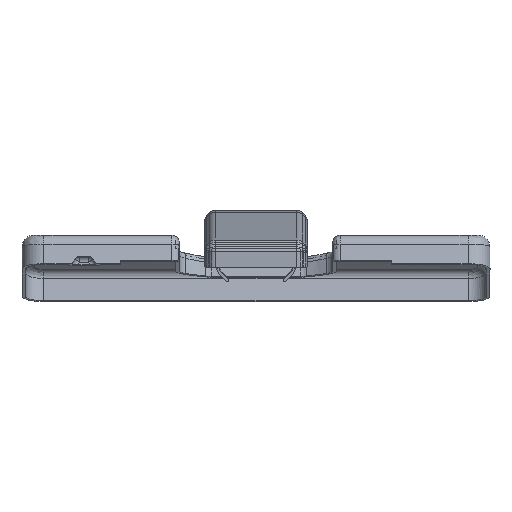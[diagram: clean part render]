
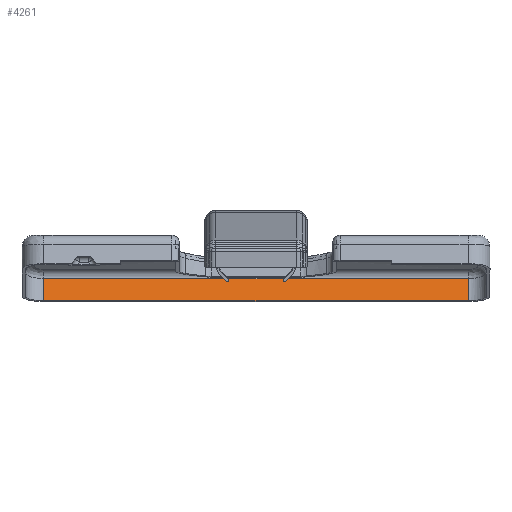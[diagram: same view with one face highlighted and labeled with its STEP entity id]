
A CAD part, top view. The second image highlights one B-rep face of the part: STEP entity #4261.
In plain terms, the highlighted face is planar.
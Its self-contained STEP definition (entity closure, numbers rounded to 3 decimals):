
#313=LINE('',#6834,#664);
#341=LINE('',#7368,#692);
#342=LINE('',#7387,#693);
#343=LINE('',#7388,#694);
#664=VECTOR('',#5253,1000.);
#692=VECTOR('',#5375,1000.);
#693=VECTOR('',#5378,1000.);
#694=VECTOR('',#5379,1000.);
#972=PLANE('',#4646);
#1090=FACE_OUTER_BOUND('',#1371,.T.);
#1371=EDGE_LOOP('',(#3157,#3158,#3159,#3160));
#1951=VERTEX_POINT('',#6831);
#1952=VERTEX_POINT('',#6833);
#1999=VERTEX_POINT('',#7367);
#2000=VERTEX_POINT('',#7386);
#2352=EDGE_CURVE('',#1951,#1952,#313,.T.);
#2425=EDGE_CURVE('',#1999,#1951,#341,.T.);
#2427=EDGE_CURVE('',#2000,#1952,#342,.T.);
#2428=EDGE_CURVE('',#2000,#1999,#343,.T.);
#3157=ORIENTED_EDGE('',*,*,#2427,.T.);
#3158=ORIENTED_EDGE('',*,*,#2352,.F.);
#3159=ORIENTED_EDGE('',*,*,#2425,.F.);
#3160=ORIENTED_EDGE('',*,*,#2428,.F.);
#4261=ADVANCED_FACE('',(#1090),#972,.T.);
#4646=AXIS2_PLACEMENT_3D('',#7385,#5376,#5377);
#5253=DIRECTION('',(-1.,0.,0.));
#5375=DIRECTION('',(0.,0.,-1.));
#5376=DIRECTION('center_axis',(0.,-1.,0.));
#5377=DIRECTION('ref_axis',(1.,0.,0.));
#5378=DIRECTION('',(0.,0.,-1.));
#5379=DIRECTION('',(1.,0.,0.));
#6831=CARTESIAN_POINT('',(29.,4.8,0.));
#6833=CARTESIAN_POINT('',(-29.,4.8,0.));
#6834=CARTESIAN_POINT('',(-29.,4.8,0.));
#7367=CARTESIAN_POINT('',(29.,4.8,3.118));
#7368=CARTESIAN_POINT('',(29.,4.8,5.6));
#7385=CARTESIAN_POINT('Origin',(-29.,4.8,5.6));
#7386=CARTESIAN_POINT('',(-29.,4.8,3.118));
#7387=CARTESIAN_POINT('',(-29.,4.8,5.6));
#7388=CARTESIAN_POINT('',(-29.,4.8,3.118));
